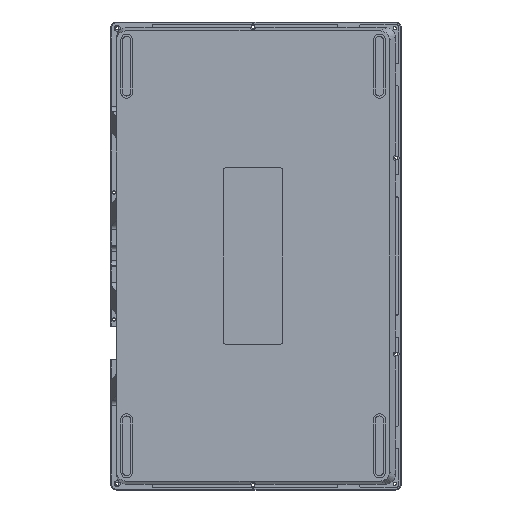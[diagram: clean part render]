
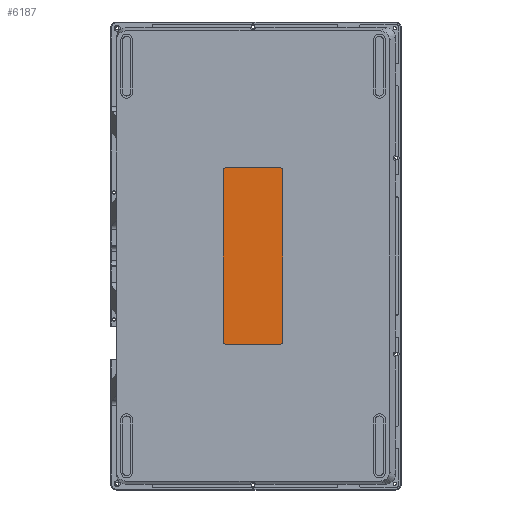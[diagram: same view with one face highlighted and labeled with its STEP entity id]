
A CAD part, front view. The second image highlights one B-rep face of the part: STEP entity #6187.
In plain terms, the highlighted planar face has unit normal (0, -1, 0).
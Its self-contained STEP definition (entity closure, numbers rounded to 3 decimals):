
#192=PLANE('',#6750);
#449=FACE_OUTER_BOUND('',#841,.T.);
#841=EDGE_LOOP('',(#4713,#4714,#4715,#4716,#4717,#4718,#4719,#4720));
#1345=LINE('',#10013,#1895);
#1350=LINE('',#10026,#1900);
#1354=LINE('',#10038,#1904);
#1358=LINE('',#10050,#1908);
#1895=VECTOR('',#7972,10.);
#1900=VECTOR('',#7985,10.);
#1904=VECTOR('',#7997,10.);
#1908=VECTOR('',#8009,10.);
#2382=CIRCLE('',#6737,2.5);
#2384=CIRCLE('',#6741,2.5);
#2386=CIRCLE('',#6745,2.5);
#2388=CIRCLE('',#6749,2.5);
#2844=VERTEX_POINT('',#10010);
#2845=VERTEX_POINT('',#10012);
#2847=VERTEX_POINT('',#10018);
#2849=VERTEX_POINT('',#10024);
#2851=VERTEX_POINT('',#10030);
#2853=VERTEX_POINT('',#10036);
#2855=VERTEX_POINT('',#10042);
#2857=VERTEX_POINT('',#10048);
#3541=EDGE_CURVE('',#2844,#2845,#1345,.T.);
#3545=EDGE_CURVE('',#2847,#2844,#2382,.T.);
#3548=EDGE_CURVE('',#2849,#2847,#1350,.T.);
#3551=EDGE_CURVE('',#2851,#2849,#2384,.T.);
#3554=EDGE_CURVE('',#2853,#2851,#1354,.T.);
#3557=EDGE_CURVE('',#2855,#2853,#2386,.T.);
#3560=EDGE_CURVE('',#2857,#2855,#1358,.T.);
#3562=EDGE_CURVE('',#2845,#2857,#2388,.T.);
#4713=ORIENTED_EDGE('',*,*,#3562,.F.);
#4714=ORIENTED_EDGE('',*,*,#3541,.F.);
#4715=ORIENTED_EDGE('',*,*,#3545,.F.);
#4716=ORIENTED_EDGE('',*,*,#3548,.F.);
#4717=ORIENTED_EDGE('',*,*,#3551,.F.);
#4718=ORIENTED_EDGE('',*,*,#3554,.F.);
#4719=ORIENTED_EDGE('',*,*,#3557,.F.);
#4720=ORIENTED_EDGE('',*,*,#3560,.F.);
#6187=ADVANCED_FACE('',(#449),#192,.T.);
#6737=AXIS2_PLACEMENT_3D('',#10020,#7979,#7980);
#6741=AXIS2_PLACEMENT_3D('',#10032,#7991,#7992);
#6745=AXIS2_PLACEMENT_3D('',#10044,#8003,#8004);
#6749=AXIS2_PLACEMENT_3D('',#10053,#8014,#8015);
#6750=AXIS2_PLACEMENT_3D('',#10054,#8016,#8017);
#7972=DIRECTION('',(0.,0.,-1.));
#7979=DIRECTION('center_axis',(0.,1.,0.));
#7980=DIRECTION('ref_axis',(1.,0.,0.));
#7985=DIRECTION('',(1.,0.,0.));
#7991=DIRECTION('center_axis',(0.,1.,0.));
#7992=DIRECTION('ref_axis',(0.,0.,
1.));
#7997=DIRECTION('',(0.,0.,1.));
#8003=DIRECTION('center_axis',(0.,1.,0.));
#8004=DIRECTION('ref_axis',(-1.,0.,0.));
#8009=DIRECTION('',(-1.,0.,0.));
#8014=DIRECTION('center_axis',(0.,1.,0.));
#8015=DIRECTION('ref_axis',(0.,0.,
-1.));
#8016=DIRECTION('center_axis',(0.,-1.,0.));
#8017=DIRECTION('ref_axis',(0.,0.,-1.));
#10010=CARTESIAN_POINT('',(18.,-19.85,57.5));
#10012=CARTESIAN_POINT('',(18.,-19.85,-57.5));
#10013=CARTESIAN_POINT('',(18.,-19.85,-57.5));
#10018=CARTESIAN_POINT('',(15.5,-19.85,60.));
#10020=CARTESIAN_POINT('Origin',(15.5,-19.85,57.5));
#10024=CARTESIAN_POINT('',(-19.5,-19.85,60.));
#10026=CARTESIAN_POINT('',(15.5,-19.85,60.));
#10030=CARTESIAN_POINT('',(-22.,-19.85,57.5));
#10032=CARTESIAN_POINT('Origin',(-19.5,-19.85,57.5));
#10036=CARTESIAN_POINT('',(-22.,-19.85,-57.5));
#10038=CARTESIAN_POINT('',(-22.,-19.85,57.5));
#10042=CARTESIAN_POINT('',(-19.5,-19.85,-60.));
#10044=CARTESIAN_POINT('Origin',(-19.5,-19.85,-57.5));
#10048=CARTESIAN_POINT('',(15.5,-19.85,-60.));
#10050=CARTESIAN_POINT('',(-19.5,-19.85,-60.));
#10053=CARTESIAN_POINT('Origin',(15.5,-19.85,-57.5));
#10054=CARTESIAN_POINT('Origin',(-2.,-19.85,0.));
